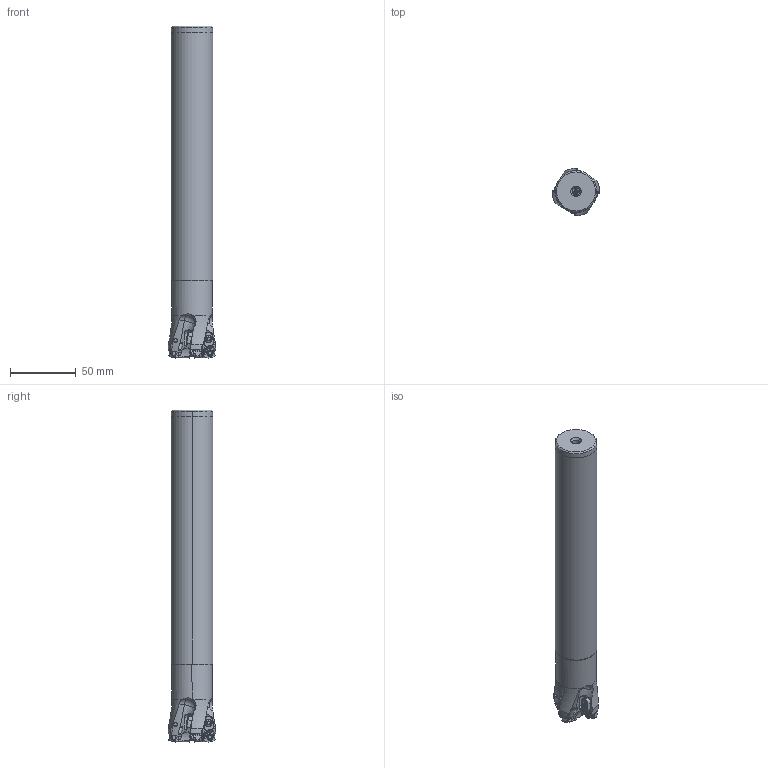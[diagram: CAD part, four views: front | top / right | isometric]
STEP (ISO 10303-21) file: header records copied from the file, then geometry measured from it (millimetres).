
FILE_DESCRIPTION(/* description */ (''),/* implementation_level */ '2;1');
FILE_NAME(/* name */ 'AJXU09R244SA20M.stp',/* time_stamp */ '2021-09-08T11:49:00+09:00',/* author */ (''),/* organization */ (''),/* preprocessor_version */ 'ST-DEVELOPER v16',/* originating_system */ 'SIEMENS PLM Software NX 10.0',/* authorisation */ '');
FILE_SCHEMA (('AUTOMOTIVE_DESIGN { 1 0 10303 214 3 1 1 1 }'));
Length unit declared in the file: millimetre
Products named in the file (1): AJXU09R244SA20M_ASM
Bounding box: 36.1 x 36.07 x 253.1 mm (x, y, z)
Volume: 185520.6 mm3; surface area: 35236.5 mm2
Topology: 17 solids, 17 shells, 813 faces, 2318 edges, 1592 vertices
Faces by surface type: cylinder 378, plane 239, cone 114, torus 42, sphere 24, bspline 16
Entity records: 33629 total; most frequent: CARTESIAN_POINT 11532, DIRECTION 4611, ORIENTED_EDGE 4540, EDGE_CURVE 2270, AXIS2_PLACEMENT_3D 1907, VERTEX_POINT 1514, CIRCLE 944, EDGE_LOOP 876
